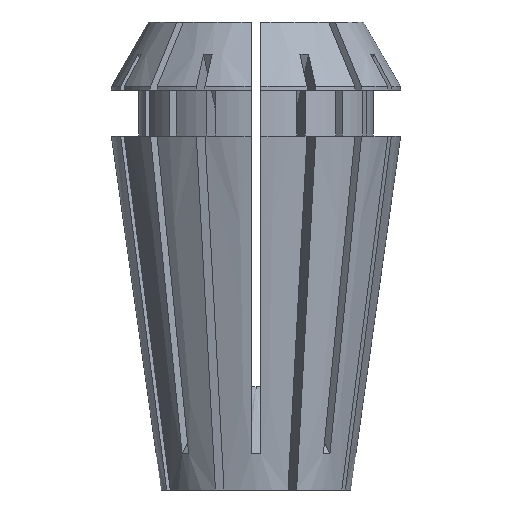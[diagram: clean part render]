
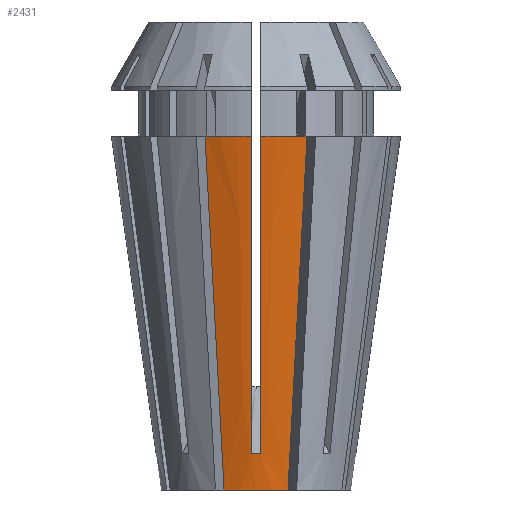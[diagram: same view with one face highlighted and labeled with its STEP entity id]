
A CAD part, left-side view. The second image highlights one B-rep face of the part: STEP entity #2431.
In plain terms, the highlighted conical face has half-angle 8 degrees and reference radius 5.577 mm.
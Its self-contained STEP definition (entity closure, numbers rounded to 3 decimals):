
#160 = EDGE_CURVE ( 'NONE', #1009, #5188, #504, .T. ) ;
#247 = CARTESIAN_POINT ( 'NONE',  ( 0., 0., 20.8 ) ) ;
#350 = CARTESIAN_POINT ( 'NONE',  ( -5.872, -0.275, 2.145 ) ) ;
#443 = VERTEX_POINT ( 'NONE', #4806 ) ;
#504 = B_SPLINE_CURVE_WITH_KNOTS ( 'NONE', 3,
 ( #4963, #4191, #3788, #3756, #550, #2201, #3422 ),
 .UNSPECIFIED., .F., .F.,
 ( 4, 3, 4 ),
 ( 0.034, 0.044, 0.053 ),
 .UNSPECIFIED. ) ;
#519 = CONICAL_SURFACE ( 'NONE', #923, 5.577, 0.14 ) ;
#535 = DIRECTION ( 'NONE',  ( 0., 0., -1. ) ) ;
#547 = CARTESIAN_POINT ( 'NONE',  ( 0., 0., 20.8 ) ) ;
#550 = CARTESIAN_POINT ( 'NONE',  ( -6.746, -0.275, 8.357 ) ) ;
#626 = CIRCLE ( 'NONE', #748, 8.5 ) ;
#740 = CARTESIAN_POINT ( 'NONE',  ( -5.252, -1.878, 0. ) ) ;
#748 = AXIS2_PLACEMENT_3D ( 'NONE', #247, #2328, #3108 ) ;
#785 = B_SPLINE_CURVE_WITH_KNOTS ( 'NONE', 3,
 ( #2493, #4976, #1282, #2509, #1265, #2125, #2870 ),
 .UNSPECIFIED., .F., .F.,
 ( 4, 3, 4 ),
 ( 0.034, 0.044, 0.053 ),
 .UNSPECIFIED. ) ;
#797 = CARTESIAN_POINT ( 'NONE',  ( -5.872, -0.275, 2.145 ) ) ;
#856 = DIRECTION ( 'NONE',  ( 1., 0., 0. ) ) ;
#861 = ORIENTED_EDGE ( 'NONE', *, *, #3038, .F. ) ;
#923 = AXIS2_PLACEMENT_3D ( 'NONE', #3291, #3715, #856 ) ;
#926 = CARTESIAN_POINT ( 'NONE',  ( -6.034, -2.202, 6.022 ) ) ;
#936 = DIRECTION ( 'NONE',  ( 0., 0., -1. ) ) ;
#942 = VERTEX_POINT ( 'NONE', #1717 ) ;
#1009 = VERTEX_POINT ( 'NONE', #4570 ) ;
#1074 = B_SPLINE_CURVE_WITH_KNOTS ( 'NONE', 3,
 ( #3778, #3350, #2190, #926, #4590, #1388, #4991 ),
 .UNSPECIFIED., .F., .F.,
 ( 4, 3, 4 ),
 ( 0., 0.015, 0.021 ),
 .UNSPECIFIED. ) ;
#1265 = CARTESIAN_POINT ( 'NONE',  ( -6.746, 0.275, 8.357 ) ) ;
#1282 = CARTESIAN_POINT ( 'NONE',  ( -7.621, 0.275, 14.575 ) ) ;
#1312 = FACE_OUTER_BOUND ( 'NONE', #1757, .T. ) ;
#1351 = EDGE_CURVE ( 'NONE', #942, #1009, #3447, .T. ) ;
#1388 = CARTESIAN_POINT ( 'NONE',  ( -5.512, -1.986, 2.007 ) ) ;
#1562 = EDGE_CURVE ( 'NONE', #443, #4065, #785, .T. ) ;
#1572 = B_SPLINE_CURVE_WITH_KNOTS ( 'NONE', 3,
 ( #5098, #5074, #3231, #797 ),
 .UNSPECIFIED., .F., .F.,
 ( 4, 4 ),
 ( 0., 0.001 ),
 .UNSPECIFIED. ) ;
#1685 = CARTESIAN_POINT ( 'NONE',  ( -5.872, 0.275, 2.145 ) ) ;
#1717 = CARTESIAN_POINT ( 'NONE',  ( -7.954, -2.997, 20.8 ) ) ;
#1757 = EDGE_LOOP ( 'NONE', ( #2485, #4634, #4422, #2536, #2059, #4021, #861, #4372 ) ) ;
#1911 = CARTESIAN_POINT ( 'NONE',  ( -6.034, 2.202, 6.022 ) ) ;
#2059 = ORIENTED_EDGE ( 'NONE', *, *, #1351, .T. ) ;
#2125 = CARTESIAN_POINT ( 'NONE',  ( -6.309, 0.275, 5.251 ) ) ;
#2165 = CARTESIAN_POINT ( 'NONE',  ( 0., 0., 0. ) ) ;
#2190 = CARTESIAN_POINT ( 'NONE',  ( -6.674, -2.467, 10.948 ) ) ;
#2201 = CARTESIAN_POINT ( 'NONE',  ( -6.309, -0.275, 5.251 ) ) ;
#2243 = CARTESIAN_POINT ( 'NONE',  ( -5.512, 1.986, 2.007 ) ) ;
#2328 = DIRECTION ( 'NONE',  ( 0., 0., -1. ) ) ;
#2431 = ADVANCED_FACE ( 'NONE', ( #1312 ), #519, .T. ) ;
#2485 = ORIENTED_EDGE ( 'NONE', *, *, #4369, .T. ) ;
#2493 = CARTESIAN_POINT ( 'NONE',  ( -8.496, 0.275, 20.8 ) ) ;
#2509 = CARTESIAN_POINT ( 'NONE',  ( -7.183, 0.275, 11.463 ) ) ;
#2521 = DIRECTION ( 'NONE',  ( -1., 0., 0. ) ) ;
#2536 = ORIENTED_EDGE ( 'NONE', *, *, #4482, .F. ) ;
#2543 = VERTEX_POINT ( 'NONE', #3053 ) ;
#2694 = CARTESIAN_POINT ( 'NONE',  ( -7.954, 2.997, 20.8 ) ) ;
#2711 = CARTESIAN_POINT ( 'NONE',  ( -7.314, 2.732, 15.874 ) ) ;
#2870 = CARTESIAN_POINT ( 'NONE',  ( -5.872, 0.275, 2.145 ) ) ;
#3038 = EDGE_CURVE ( 'NONE', #4065, #5188, #1572, .T. ) ;
#3053 = CARTESIAN_POINT ( 'NONE',  ( -7.954, 2.997, 20.8 ) ) ;
#3106 = CIRCLE ( 'NONE', #3428, 5.577 ) ;
#3108 = DIRECTION ( 'NONE',  ( -1., 0., 0. ) ) ;
#3178 = VERTEX_POINT ( 'NONE', #4873 ) ;
#3231 = CARTESIAN_POINT ( 'NONE',  ( -5.879, -0.092, 2.136 ) ) ;
#3291 = CARTESIAN_POINT ( 'NONE',  ( 0., 0., 0. ) ) ;
#3350 = CARTESIAN_POINT ( 'NONE',  ( -7.314, -2.732, 15.874 ) ) ;
#3422 = CARTESIAN_POINT ( 'NONE',  ( -5.872, -0.275, 2.145 ) ) ;
#3428 = AXIS2_PLACEMENT_3D ( 'NONE', #2165, #535, #2521 ) ;
#3447 = CIRCLE ( 'NONE', #4162, 8.5 ) ;
#3541 = EDGE_CURVE ( 'NONE', #3933, #3178, #3106, .T. ) ;
#3715 = DIRECTION ( 'NONE',  ( 0., 0., 1. ) ) ;
#3752 = DIRECTION ( 'NONE',  ( -1., 0., 0. ) ) ;
#3756 = CARTESIAN_POINT ( 'NONE',  ( -7.183, -0.275, 11.463 ) ) ;
#3778 = CARTESIAN_POINT ( 'NONE',  ( -7.954, -2.997, 20.8 ) ) ;
#3788 = CARTESIAN_POINT ( 'NONE',  ( -7.621, -0.275, 14.575 ) ) ;
#3874 = CARTESIAN_POINT ( 'NONE',  ( -5.773, 2.094, 4.015 ) ) ;
#3933 = VERTEX_POINT ( 'NONE', #740 ) ;
#4021 = ORIENTED_EDGE ( 'NONE', *, *, #160, .T. ) ;
#4065 = VERTEX_POINT ( 'NONE', #1685 ) ;
#4162 = AXIS2_PLACEMENT_3D ( 'NONE', #547, #936, #3752 ) ;
#4191 = CARTESIAN_POINT ( 'NONE',  ( -8.058, -0.275, 17.688 ) ) ;
#4356 = CARTESIAN_POINT ( 'NONE',  ( -6.674, 2.467, 10.948 ) ) ;
#4369 = EDGE_CURVE ( 'NONE', #443, #2543, #626, .T. ) ;
#4372 = ORIENTED_EDGE ( 'NONE', *, *, #1562, .F. ) ;
#4422 = ORIENTED_EDGE ( 'NONE', *, *, #3541, .F. ) ;
#4482 = EDGE_CURVE ( 'NONE', #942, #3933, #1074, .T. ) ;
#4489 = B_SPLINE_CURVE_WITH_KNOTS ( 'NONE', 3,
 ( #2694, #2711, #4356, #1911, #3874, #2243, #4768 ),
 .UNSPECIFIED., .F., .F.,
 ( 4, 3, 4 ),
 ( 0., 0.015, 0.021 ),
 .UNSPECIFIED. ) ;
#4570 = CARTESIAN_POINT ( 'NONE',  ( -8.496, -0.275, 20.8 ) ) ;
#4590 = CARTESIAN_POINT ( 'NONE',  ( -5.773, -2.094, 4.015 ) ) ;
#4634 = ORIENTED_EDGE ( 'NONE', *, *, #5125, .T. ) ;
#4768 = CARTESIAN_POINT ( 'NONE',  ( -5.252, 1.878, 0. ) ) ;
#4806 = CARTESIAN_POINT ( 'NONE',  ( -8.496, 0.275, 20.8 ) ) ;
#4873 = CARTESIAN_POINT ( 'NONE',  ( -5.252, 1.878, 0. ) ) ;
#4963 = CARTESIAN_POINT ( 'NONE',  ( -8.496, -0.275, 20.8 ) ) ;
#4976 = CARTESIAN_POINT ( 'NONE',  ( -8.058, 0.275, 17.688 ) ) ;
#4991 = CARTESIAN_POINT ( 'NONE',  ( -5.252, -1.878, 0. ) ) ;
#5074 = CARTESIAN_POINT ( 'NONE',  ( -5.879, 0.092, 2.136 ) ) ;
#5098 = CARTESIAN_POINT ( 'NONE',  ( -5.872, 0.275, 2.145 ) ) ;
#5125 = EDGE_CURVE ( 'NONE', #2543, #3178, #4489, .T. ) ;
#5188 = VERTEX_POINT ( 'NONE', #350 ) ;
